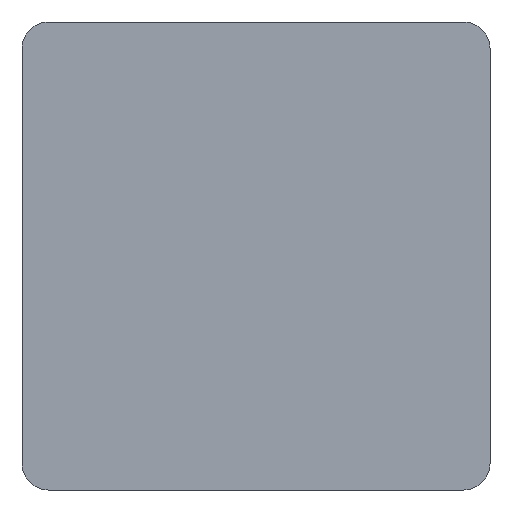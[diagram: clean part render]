
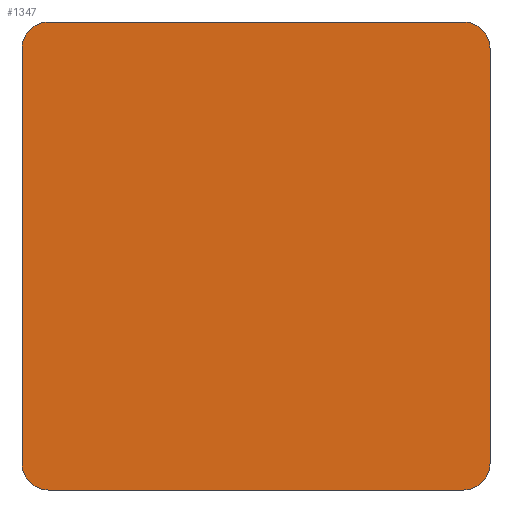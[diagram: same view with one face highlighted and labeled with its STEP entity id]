
A CAD part, front view. The second image highlights one B-rep face of the part: STEP entity #1347.
In plain terms, the highlighted planar face has unit normal (0, -1, 0).
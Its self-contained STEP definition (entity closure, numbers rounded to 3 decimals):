
#41 = DIRECTION ( 'NONE',  ( 0., 0., -1. ) ) ;
#102 = AXIS2_PLACEMENT_3D ( 'NONE', #2007, #1957, #1998 ) ;
#105 = DIRECTION ( 'NONE',  ( 0., -1., 0. ) ) ;
#135 = EDGE_CURVE ( 'NONE', #1557, #1611, #1798, .T. ) ;
#187 = ORIENTED_EDGE ( 'NONE', *, *, #1949, .T. ) ;
#199 = FACE_OUTER_BOUND ( 'NONE', #876, .T. ) ;
#206 = VERTEX_POINT ( 'NONE', #2239 ) ;
#212 = DIRECTION ( 'NONE',  ( -1., 0., 0. ) ) ;
#217 = AXIS2_PLACEMENT_3D ( 'NONE', #1052, #2441, #301 ) ;
#236 = DIRECTION ( 'NONE',  ( 0., 0., -1. ) ) ;
#247 = CARTESIAN_POINT ( 'NONE',  ( 20., 0., 17.75 ) ) ;
#301 = DIRECTION ( 'NONE',  ( 0., 0., -1. ) ) ;
#317 = CIRCLE ( 'NONE', #1066, 2.25 ) ;
#349 = ORIENTED_EDGE ( 'NONE', *, *, #2192, .T. ) ;
#383 = ORIENTED_EDGE ( 'NONE', *, *, #2542, .T. ) ;
#392 = ORIENTED_EDGE ( 'NONE', *, *, #481, .T. ) ;
#481 = EDGE_CURVE ( 'NONE', #1625, #206, #2312, .T. ) ;
#562 = DIRECTION ( 'NONE',  ( 0., -1., 0. ) ) ;
#563 = CARTESIAN_POINT ( 'NONE',  ( -17.75, 0., -20. ) ) ;
#620 = LINE ( 'NONE', #1984, #1539 ) ;
#680 = EDGE_CURVE ( 'NONE', #2374, #1557, #771, .T. ) ;
#684 = AXIS2_PLACEMENT_3D ( 'NONE', #1209, #1991, #236 ) ;
#746 = LINE ( 'NONE', #1328, #2106 ) ;
#762 = DIRECTION ( 'NONE',  ( 0., 0., 1. ) ) ;
#771 = LINE ( 'NONE', #1577, #1363 ) ;
#799 = PLANE ( 'NONE',  #102 ) ;
#848 = VECTOR ( 'NONE', #2387, 1000. ) ;
#876 = EDGE_LOOP ( 'NONE', ( #187, #349, #1918, #392, #1213, #383, #1834, #1867 ) ) ;
#1052 = CARTESIAN_POINT ( 'NONE',  ( -17.75, 0., 17.75 ) ) ;
#1066 = AXIS2_PLACEMENT_3D ( 'NONE', #1761, #562, #1720 ) ;
#1201 = LINE ( 'NONE', #1983, #848 ) ;
#1209 = CARTESIAN_POINT ( 'NONE',  ( 17.75, 0., -17.75 ) ) ;
#1213 = ORIENTED_EDGE ( 'NONE', *, *, #2420, .T. ) ;
#1321 = CARTESIAN_POINT ( 'NONE',  ( -20., 0., -17.75 ) ) ;
#1328 = CARTESIAN_POINT ( 'NONE',  ( 20., 0., -20. ) ) ;
#1347 = ADVANCED_FACE ( 'NONE', ( #199 ), #799, .T. ) ;
#1363 = VECTOR ( 'NONE', #2362, 1000. ) ;
#1395 = EDGE_CURVE ( 'NONE', #1986, #1625, #620, .T. ) ;
#1539 = VECTOR ( 'NONE', #212, 1000. ) ;
#1557 = VERTEX_POINT ( 'NONE', #2460 ) ;
#1577 = CARTESIAN_POINT ( 'NONE',  ( -20., 0., -20. ) ) ;
#1611 = VERTEX_POINT ( 'NONE', #2439 ) ;
#1625 = VERTEX_POINT ( 'NONE', #1683 ) ;
#1683 = CARTESIAN_POINT ( 'NONE',  ( -17.75, 0., 20. ) ) ;
#1720 = DIRECTION ( 'NONE',  ( 0., 0., -1. ) ) ;
#1761 = CARTESIAN_POINT ( 'NONE',  ( -17.75, 0., -17.75 ) ) ;
#1768 = VERTEX_POINT ( 'NONE', #247 ) ;
#1798 = CIRCLE ( 'NONE', #684, 2.25 ) ;
#1834 = ORIENTED_EDGE ( 'NONE', *, *, #680, .T. ) ;
#1867 = ORIENTED_EDGE ( 'NONE', *, *, #135, .T. ) ;
#1907 = CARTESIAN_POINT ( 'NONE',  ( 17.75, 0., 20. ) ) ;
#1918 = ORIENTED_EDGE ( 'NONE', *, *, #1395, .T. ) ;
#1949 = EDGE_CURVE ( 'NONE', #1611, #1768, #746, .T. ) ;
#1957 = DIRECTION ( 'NONE',  ( 0., -1., 0. ) ) ;
#1983 = CARTESIAN_POINT ( 'NONE',  ( -20., 0., 20. ) ) ;
#1984 = CARTESIAN_POINT ( 'NONE',  ( 20., 0., 20. ) ) ;
#1986 = VERTEX_POINT ( 'NONE', #1907 ) ;
#1991 = DIRECTION ( 'NONE',  ( 0., -1., 0. ) ) ;
#1998 = DIRECTION ( 'NONE',  ( 0., 0., -1. ) ) ;
#2007 = CARTESIAN_POINT ( 'NONE',  ( -20., 0., -20. ) ) ;
#2106 = VECTOR ( 'NONE', #762, 1000. ) ;
#2144 = CIRCLE ( 'NONE', #2470, 2.25 ) ;
#2192 = EDGE_CURVE ( 'NONE', #1768, #1986, #2144, .T. ) ;
#2239 = CARTESIAN_POINT ( 'NONE',  ( -20., 0., 17.75 ) ) ;
#2247 = CARTESIAN_POINT ( 'NONE',  ( 17.75, 0., 17.75 ) ) ;
#2272 = VERTEX_POINT ( 'NONE', #1321 ) ;
#2312 = CIRCLE ( 'NONE', #217, 2.25 ) ;
#2362 = DIRECTION ( 'NONE',  ( 1., 0., 0. ) ) ;
#2374 = VERTEX_POINT ( 'NONE', #563 ) ;
#2387 = DIRECTION ( 'NONE',  ( 0., 0., -1. ) ) ;
#2420 = EDGE_CURVE ( 'NONE', #206, #2272, #1201, .T. ) ;
#2439 = CARTESIAN_POINT ( 'NONE',  ( 20., 0., -17.75 ) ) ;
#2441 = DIRECTION ( 'NONE',  ( 0., -1., 0. ) ) ;
#2460 = CARTESIAN_POINT ( 'NONE',  ( 17.75, 0., -20. ) ) ;
#2470 = AXIS2_PLACEMENT_3D ( 'NONE', #2247, #105, #41 ) ;
#2542 = EDGE_CURVE ( 'NONE', #2272, #2374, #317, .T. ) ;
